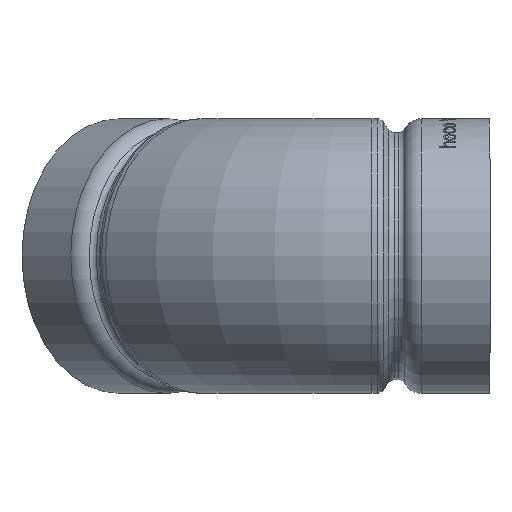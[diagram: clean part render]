
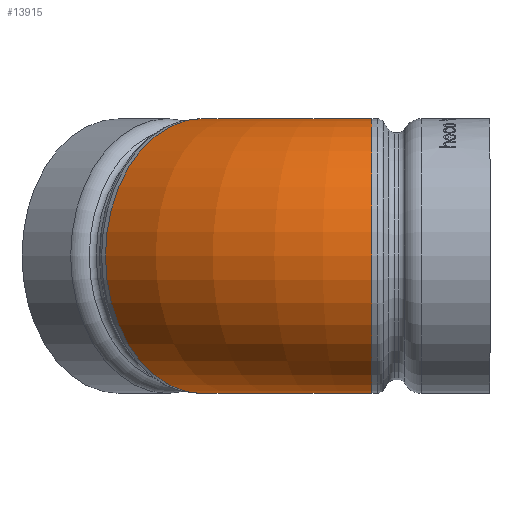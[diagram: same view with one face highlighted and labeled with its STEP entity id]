
A CAD part, left-side view. The second image highlights one B-rep face of the part: STEP entity #13915.
In plain terms, the highlighted toroidal (fillet/blend) face has major radius 52.655 mm and minor radius 30.163 mm.
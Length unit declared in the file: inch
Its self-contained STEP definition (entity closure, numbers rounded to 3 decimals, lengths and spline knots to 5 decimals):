
#83 = CARTESIAN_POINT ( 'NONE',  ( 0.60718, 0.60718, -1.1875 ) ) ;
#89 = EDGE_LOOP ( 'NONE', ( #4336 ) ) ;
#711 = CARTESIAN_POINT ( 'NONE',  ( 2.07303, -0.85868, 0. ) ) ;
#993 = DIRECTION ( 'NONE',  ( 0.707, 0.707, 0. ) ) ;
#1163 = EDGE_CURVE ( 'NONE', #10738, #10738, #21075, .T. ) ;
#2249 = AXIS2_PLACEMENT_3D ( 'NONE', #711, #15778, #993 ) ;
#2332 = DIRECTION ( 'NONE',  ( 0.707, 0.707, 0. ) ) ;
#4336 = ORIENTED_EDGE ( 'NONE', *, *, #1163, .F. ) ;
#4734 = CIRCLE ( 'NONE', #10980, 1.1875 ) ;
#5900 = FACE_OUTER_BOUND ( 'NONE', #89, .T. ) ;
#5996 = DIRECTION ( 'NONE',  ( 0., -1., 0. ) ) ;
#9157 = CARTESIAN_POINT ( 'NONE',  ( 0., -0.85868, 0. ) ) ;
#9315 = TOROIDAL_SURFACE ( 'NONE', #2249, 2.07303, 1.1875 ) ;
#10738 = VERTEX_POINT ( 'NONE', #83 ) ;
#10971 = VERTEX_POINT ( 'NONE', #16957 ) ;
#10980 = AXIS2_PLACEMENT_3D ( 'NONE', #9157, #5996, #20775 ) ;
#11144 = ORIENTED_EDGE ( 'NONE', *, *, #21342, .F. ) ;
#12986 = FACE_OUTER_BOUND ( 'NONE', #17478, .T. ) ;
#13915 = ADVANCED_FACE ( 'NONE', ( #12986, #5900 ), #9315, .T. ) ;
#14727 = AXIS2_PLACEMENT_3D ( 'NONE', #15516, #2332, #15655 ) ;
#15516 = CARTESIAN_POINT ( 'NONE',  ( 0.60718, 0.60718, 0. ) ) ;
#15655 = DIRECTION ( 'NONE',  ( 0., 0., -1. ) ) ;
#15778 = DIRECTION ( 'NONE',  ( 0., 0., 1. ) ) ;
#16957 = CARTESIAN_POINT ( 'NONE',  ( 0., -0.85868, -1.1875 ) ) ;
#17478 = EDGE_LOOP ( 'NONE', ( #11144 ) ) ;
#20775 = DIRECTION ( 'NONE',  ( 0., 0., -1. ) ) ;
#21075 = CIRCLE ( 'NONE', #14727, 1.1875 ) ;
#21342 = EDGE_CURVE ( 'NONE', #10971, #10971, #4734, .T. ) ;
